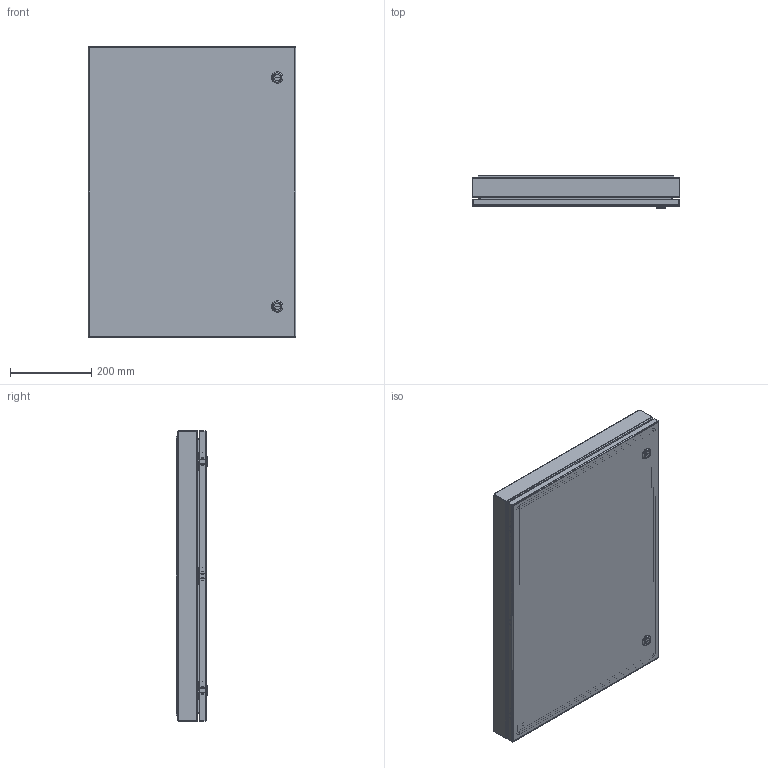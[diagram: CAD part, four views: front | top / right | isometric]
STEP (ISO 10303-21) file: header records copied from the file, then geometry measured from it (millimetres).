
FILE_DESCRIPTION (( 'STEP AP203' ), '1' );
FILE_NAME ('1481SSDH3024.step', '2020-11-12T21:38:53', ( 'ADC123' ), ( 'Microsoft' ), 'SwSTEP 2.0', 'SolidWorks 2019', '' );
FILE_SCHEMA (( 'CONFIG_CONTROL_DESIGN' ));
Length unit declared in the file: inch
Products named in the file (1): 1481SSDH3024
Bounding box: 511.56 x 77.72 x 716.03 mm (x, y, z)
Volume: 1564274 mm3; surface area: 1615732 mm2
Topology: 33 solids, 34 shells, 792 faces, 1796 edges, 1101 vertices
Faces by surface type: plane 485, cylinder 195, bspline 81, torus 18, cone 13
Full cylindrical faces by diameter (mm): 4.369 x3, 5 x2, 5.74 x3, 6 x2, 6.096 x3, 6.35 x1, 7.137 x14, 7.417 x3, 7.937 x1, 9.83 x4, 10.109 x9, 12.065 x6, 12.7 x4, 13.335 x2, 15.875 x2, 16.002 x2, 19.5 x2, 19.939 x2, 27.94 x2
Entity records: 26843 total; most frequent: CARTESIAN_POINT 10030, ORIENTED_EDGE 3330, DIRECTION 3228, EDGE_CURVE 1665, LINE 1172, VECTOR 1172, VERTEX_POINT 1085, AXIS2_PLACEMENT_3D 1028
